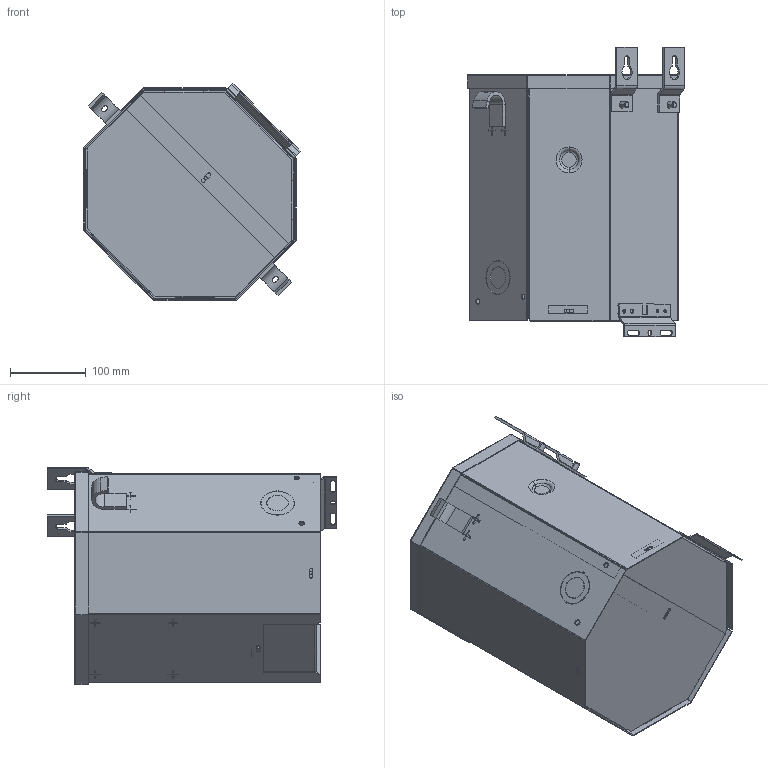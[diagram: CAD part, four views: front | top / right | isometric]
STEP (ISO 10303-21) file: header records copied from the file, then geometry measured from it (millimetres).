
FILE_DESCRIPTION (( 'STEP AP214' ), '1' );
FILE_NAME ('T2535153S.STEP', '2013-05-24T16:54:36', ( 'Actuant' ), ( 'Actuant' ), 'SwSTEP 2.0', 'SolidWorks 2012', '' );
FILE_SCHEMA (( 'AUTOMOTIVE_DESIGN' ));
Length unit declared in the file: inch
Products named in the file (1): T2535153S
Bounding box: 287.73 x 383.16 x 287.56 mm (x, y, z)
Volume: 616617.1 mm3; surface area: 973716.1 mm2
Topology: 13 solids, 13 shells, 797 faces, 1995 edges, 1246 vertices
Faces by surface type: plane 516, cylinder 253, torus 20, bspline 4, cone 4
Entity records: 34592 total; most frequent: CARTESIAN_POINT 4447, DIRECTION 4133, ORIENTED_EDGE 3990, EDGE_CURVE 1995, LINE 1421, VECTOR 1421, AXIS2_PLACEMENT_3D 1356, VERTEX_POINT 1246
